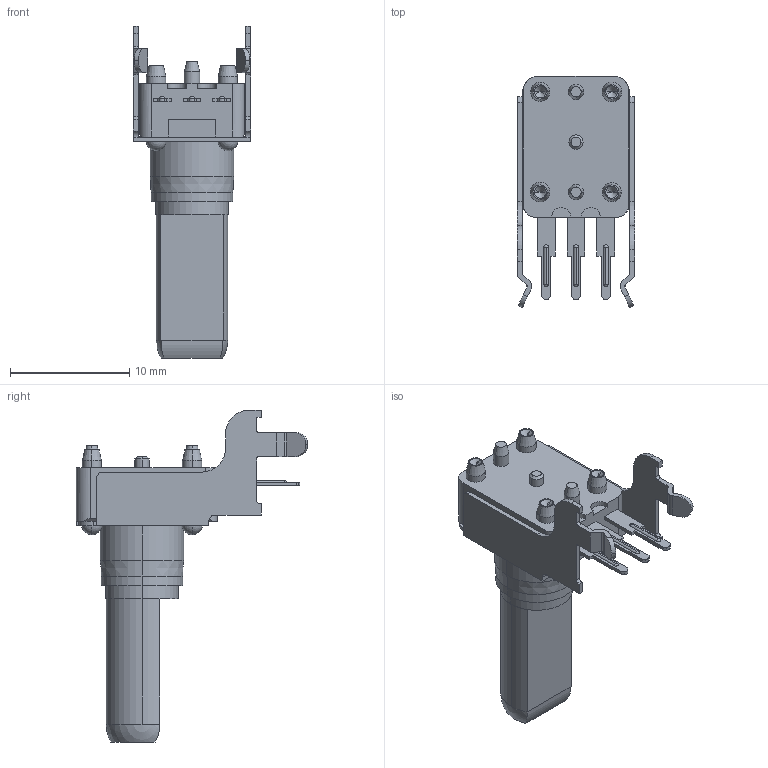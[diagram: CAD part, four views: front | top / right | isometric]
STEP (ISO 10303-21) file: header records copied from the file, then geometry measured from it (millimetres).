
FILE_DESCRIPTION(('FreeCAD Model'),'2;1');
FILE_NAME('RK09D1110C0R.STEP','2020-06-22T12:46:51',('Author'),(''), 'Open CASCADE STEP processor 7.3','FreeCAD','Unknown');
FILE_SCHEMA(('AUTOMOTIVE_DESIGN { 1 0 10303 214 1 1 1 1 }'));
Length unit declared in the file: millimetre
Products named in the file (1): RK09D1110C0R
Bounding box: 9.8 x 19.37 x 27.8 mm (x, y, z)
Volume: 1065.6 mm3; surface area: 1222.3 mm2
Topology: 1 solids, 1 shells, 223 faces, 582 edges, 370 vertices
Faces by surface type: plane 114, cylinder 69, cone 24, sphere 16
Entity records: 16965 total; most frequent: CARTESIAN_POINT 3922, DIRECTION 2204, LINE 1312, VECTOR 1312, ORIENTED_EDGE 1132, PCURVE 1132, DEFINITIONAL_REPRESENTATION 1132, EDGE_CURVE 566
